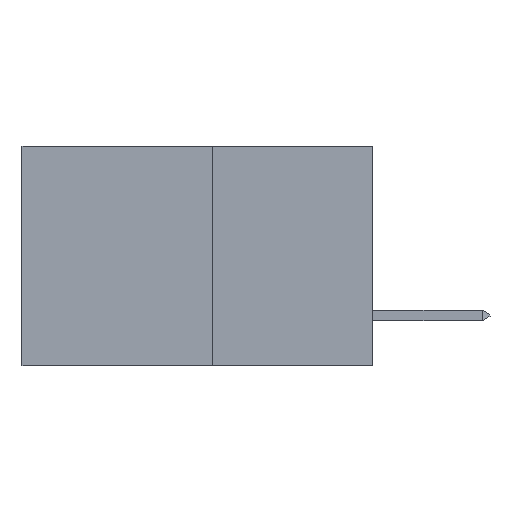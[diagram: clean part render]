
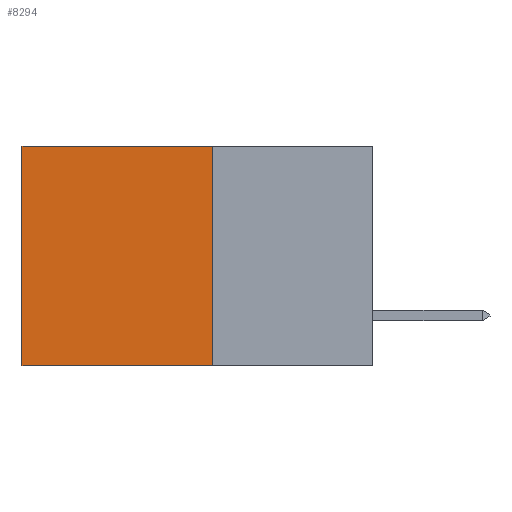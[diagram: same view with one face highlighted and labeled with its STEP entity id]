
A CAD part, left-side view. The second image highlights one B-rep face of the part: STEP entity #8294.
In plain terms, the highlighted planar face has unit normal (-1, 0, 0).
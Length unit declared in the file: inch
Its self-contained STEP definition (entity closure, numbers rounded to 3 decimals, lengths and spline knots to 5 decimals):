
#581 = VECTOR ( 'NONE', #5499, 39.37008 ) ;
#1098 = CARTESIAN_POINT ( 'NONE',  ( 0.277, 0.27, -0.37 ) ) ;
#1780 = CARTESIAN_POINT ( 'NONE',  ( 0.277, 0.27, 0. ) ) ;
#2159 = EDGE_LOOP ( 'NONE', ( #9977, #10232, #8686, #3312 ) ) ;
#2614 = VERTEX_POINT ( 'NONE', #9063 ) ;
#3134 = AXIS2_PLACEMENT_3D ( 'NONE', #3218, #9736, #4172 ) ;
#3218 = CARTESIAN_POINT ( 'NONE',  ( 0.277, 0.27, -0.37 ) ) ;
#3312 = ORIENTED_EDGE ( 'NONE', *, *, #3501, .T. ) ;
#3501 = EDGE_CURVE ( 'NONE', #6671, #11480, #6788, .T. ) ;
#4172 = DIRECTION ( 'NONE',  ( 0., 0., -1. ) ) ;
#4426 = VERTEX_POINT ( 'NONE', #5018 ) ;
#5018 = CARTESIAN_POINT ( 'NONE',  ( 0.277, 0.27, -0.37 ) ) ;
#5456 = EDGE_CURVE ( 'NONE', #4426, #2614, #7936, .T. ) ;
#5499 = DIRECTION ( 'NONE',  ( 0., 0., -1. ) ) ;
#5755 = EDGE_CURVE ( 'NONE', #6671, #4426, #9042, .T. ) ;
#6133 = LINE ( 'NONE', #7389, #581 ) ;
#6605 = VECTOR ( 'NONE', #9667, 39.37008 ) ;
#6671 = VERTEX_POINT ( 'NONE', #1780 ) ;
#6788 = LINE ( 'NONE', #12010, #9196 ) ;
#6884 = FACE_OUTER_BOUND ( 'NONE', #2159, .T. ) ;
#7389 = CARTESIAN_POINT ( 'NONE',  ( 0.277, 0.59, -0.37 ) ) ;
#7459 = DIRECTION ( 'NONE',  ( 0., 1., 0. ) ) ;
#7936 = LINE ( 'NONE', #8426, #12150 ) ;
#7942 = PLANE ( 'NONE',  #3134 ) ;
#8294 = ADVANCED_FACE ( 'NONE', ( #6884 ), #7942, .F. ) ;
#8426 = CARTESIAN_POINT ( 'NONE',  ( 0.277, 0.27, -0.37 ) ) ;
#8621 = EDGE_CURVE ( 'NONE', #11480, #2614, #6133, .T. ) ;
#8686 = ORIENTED_EDGE ( 'NONE', *, *, #5755, .F. ) ;
#9042 = LINE ( 'NONE', #1098, #6605 ) ;
#9063 = CARTESIAN_POINT ( 'NONE',  ( 0.277, 0.59, -0.37 ) ) ;
#9196 = VECTOR ( 'NONE', #11826, 39.37008 ) ;
#9667 = DIRECTION ( 'NONE',  ( 0., 0., -1. ) ) ;
#9736 = DIRECTION ( 'NONE',  ( 1., 0., 0. ) ) ;
#9977 = ORIENTED_EDGE ( 'NONE', *, *, #8621, .T. ) ;
#10232 = ORIENTED_EDGE ( 'NONE', *, *, #5456, .F. ) ;
#11480 = VERTEX_POINT ( 'NONE', #12246 ) ;
#11826 = DIRECTION ( 'NONE',  ( 0., 1., 0. ) ) ;
#12010 = CARTESIAN_POINT ( 'NONE',  ( 0.277, 0.27, 0. ) ) ;
#12150 = VECTOR ( 'NONE', #7459, 39.37008 ) ;
#12246 = CARTESIAN_POINT ( 'NONE',  ( 0.277, 0.59, 0. ) ) ;
